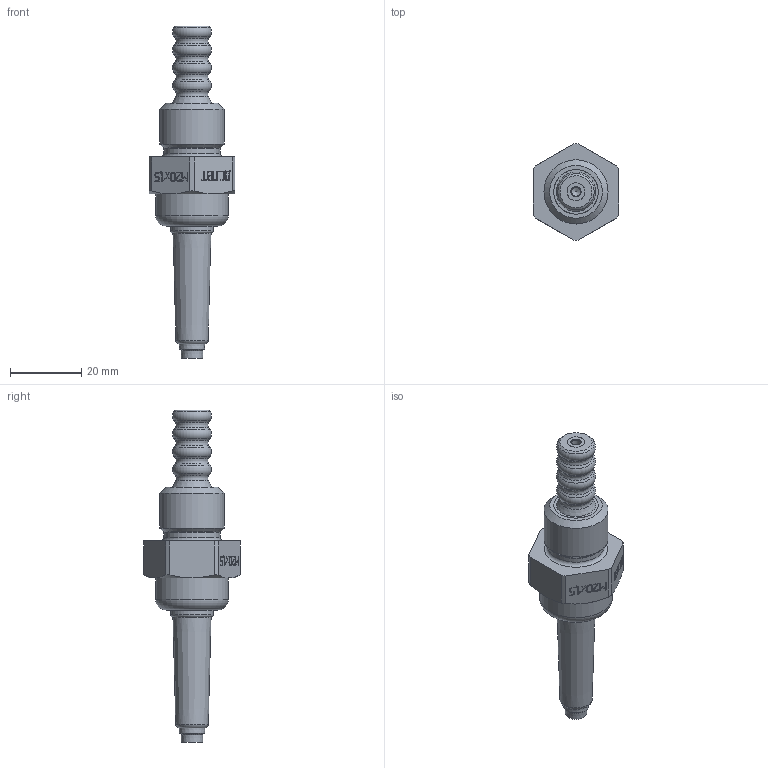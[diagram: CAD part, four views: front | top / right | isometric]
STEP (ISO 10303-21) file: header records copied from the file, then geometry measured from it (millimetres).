
FILE_DESCRIPTION(('STEP AP203'), '1');
FILE_NAME('ÊÓÂÔ.407521.001.-07Ì20õ1,5ÑÁ (Èçì.5).stp', '2020-08-14T12:53:10', ('UNSPECIFIED'), ('UNSPECIFIED'), 'ASCON STEP Converter 1.0', 'Kompas 3D', '');
FILE_SCHEMA(('CONFIG_CONTROL_DESIGN'));
Length unit declared in the file: millimetre
Products named in the file (8): 6; 7; 8; 9; 10; 11; 12; 13
Assembly tree (9 placements, depth 3):
  6
    7
      8
      9
      10
    11  x2
    12  x2
    13
Bounding box: 24 x 27 x 93.1 mm (x, y, z)
Volume: 16101.6 mm3; surface area: 12408.5 mm2
Topology: 8 solids, 8 shells, 596 faces, 1515 edges, 992 vertices
Faces by surface type: plane 328, cylinder 208, cone 42, torus 18
Full cylindrical faces by diameter (mm): 2.5 x1, 3.3 x2, 4 x16, 4.5 x2, 5 x16, 8 x2, 9 x4, 12 x1, 12.5 x2, 14 x1, 15.8 x1, 18 x2, 20.5 x1
Entity records: 19164 total; most frequent: CARTESIAN_POINT 3798, DIRECTION 3111, ORIENTED_EDGE 2952, EDGE_CURVE 1476, AXIS2_PLACEMENT_3D 1073, VERTEX_POINT 967, LINE 965, VECTOR 965
